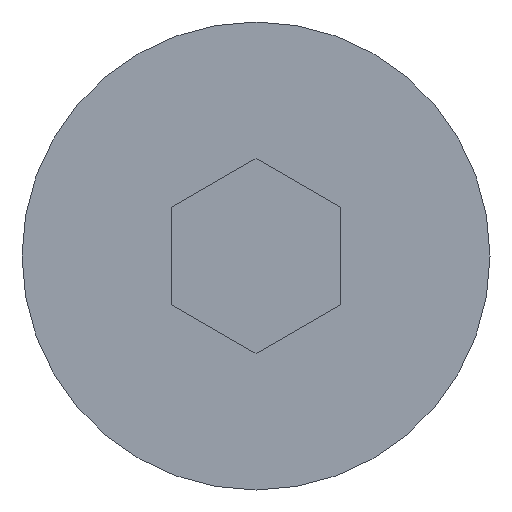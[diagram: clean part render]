
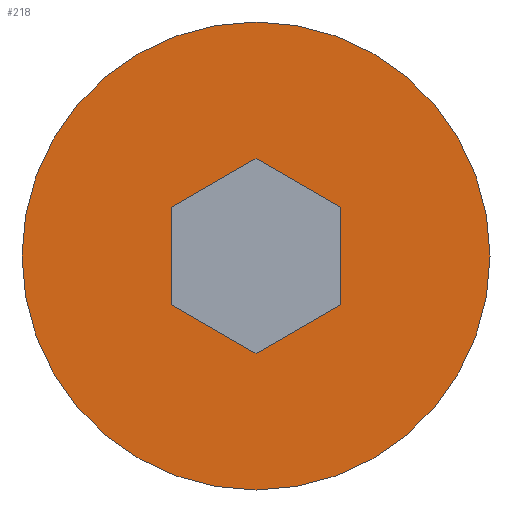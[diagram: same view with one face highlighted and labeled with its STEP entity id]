
A CAD part, left-side view. The second image highlights one B-rep face of the part: STEP entity #218.
In plain terms, the highlighted planar face has unit normal (-1, 0, 0).
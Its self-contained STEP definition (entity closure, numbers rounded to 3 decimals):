
#19=LINE('',#352,#40);
#20=LINE('',#354,#41);
#21=LINE('',#356,#42);
#22=LINE('',#358,#43);
#23=LINE('',#360,#44);
#24=LINE('',#361,#45);
#40=VECTOR('',#294,1.155);
#41=VECTOR('',#295,1.155);
#42=VECTOR('',#296,1.155);
#43=VECTOR('',#297,1.155);
#44=VECTOR('',#298,1.155);
#45=VECTOR('',#299,1.155);
#61=FACE_BOUND('',#86,.T.);
#70=FACE_OUTER_BOUND('',#85,.T.);
#85=EDGE_LOOP('',(#166));
#86=EDGE_LOOP('',(#167,#168,#169,#170,#171,#172));
#100=CIRCLE('',#252,2.77);
#106=VERTEX_POINT('',#346);
#107=VERTEX_POINT('',#350);
#108=VERTEX_POINT('',#351);
#109=VERTEX_POINT('',#353);
#110=VERTEX_POINT('',#355);
#111=VERTEX_POINT('',#357);
#112=VERTEX_POINT('',#359);
#127=EDGE_CURVE('',#106,#106,#100,.T.);
#129=EDGE_CURVE('',#107,#108,#19,.T.);
#130=EDGE_CURVE('',#109,#107,#20,.T.);
#131=EDGE_CURVE('',#110,#109,#21,.T.);
#132=EDGE_CURVE('',#111,#110,#22,.T.);
#133=EDGE_CURVE('',#112,#111,#23,.T.);
#134=EDGE_CURVE('',#108,#112,#24,.T.);
#166=ORIENTED_EDGE('',*,*,#127,.F.);
#167=ORIENTED_EDGE('',*,*,#129,.F.);
#168=ORIENTED_EDGE('',*,*,#130,.F.);
#169=ORIENTED_EDGE('',*,*,#131,.F.);
#170=ORIENTED_EDGE('',*,*,#132,.F.);
#171=ORIENTED_EDGE('',*,*,#133,.F.);
#172=ORIENTED_EDGE('',*,*,#134,.F.);
#204=PLANE('',#253);
#218=ADVANCED_FACE('',(#70,#61),#204,.T.);
#252=AXIS2_PLACEMENT_3D('',#347,#289,#290);
#253=AXIS2_PLACEMENT_3D('',#349,#292,#293);
#289=DIRECTION('center_axis',(1.,0.,0.));
#290=DIRECTION('ref_axis',(0.,1.,0.));
#292=DIRECTION('center_axis',(-1.,0.,0.));
#293=DIRECTION('ref_axis',(0.,1.,0.));
#294=DIRECTION('',(0.,0.866,0.5));
#295=DIRECTION('',(0.,0.,1.));
#296=DIRECTION('',(0.,-0.866,0.5));
#297=DIRECTION('',(0.,-0.866,-0.5));
#298=DIRECTION('',(0.,0.,-1.));
#299=DIRECTION('',(0.,0.866,-0.5));
#346=CARTESIAN_POINT('',(0.,-2.77,0.));
#347=CARTESIAN_POINT('Origin',(0.,0.,0.));
#349=CARTESIAN_POINT('Origin',(0.,0.,0.));
#350=CARTESIAN_POINT('',(0.,-1.,0.577));
#351=CARTESIAN_POINT('',(0.,0.,1.155));
#352=CARTESIAN_POINT('',(0.,-1.,0.577));
#353=CARTESIAN_POINT('',(0.,-1.,-0.577));
#354=CARTESIAN_POINT('',(0.,-1.,-0.577));
#355=CARTESIAN_POINT('',(0.,0.,-1.155));
#356=CARTESIAN_POINT('',(0.,0.,-1.155));
#357=CARTESIAN_POINT('',(0.,1.,-0.577));
#358=CARTESIAN_POINT('',(0.,1.,-0.577));
#359=CARTESIAN_POINT('',(0.,1.,0.577));
#360=CARTESIAN_POINT('',(0.,1.,0.577));
#361=CARTESIAN_POINT('',(0.,0.,1.155));
